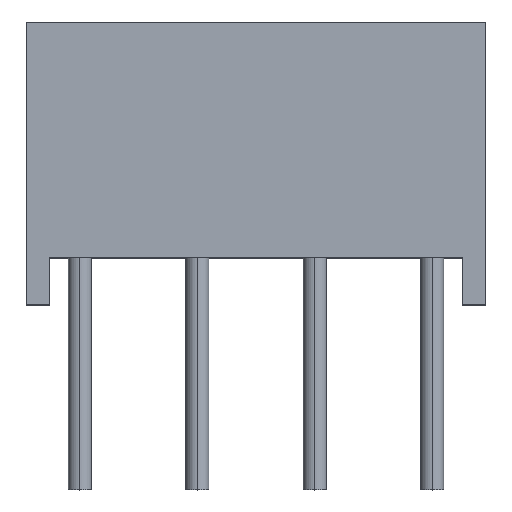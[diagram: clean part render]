
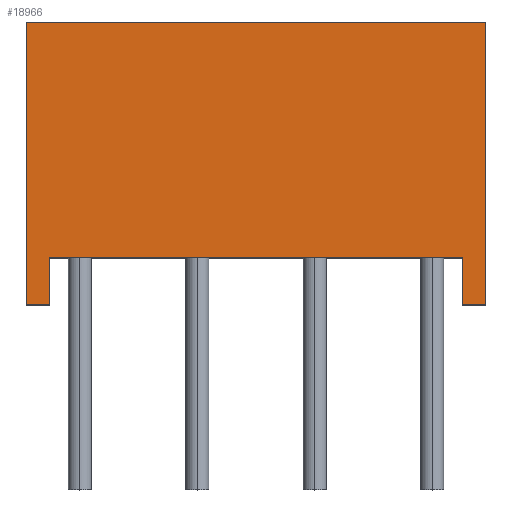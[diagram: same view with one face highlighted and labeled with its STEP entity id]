
A CAD part, top view. The second image highlights one B-rep face of the part: STEP entity #18966.
In plain terms, the highlighted planar face has unit normal (0, 0, 1).
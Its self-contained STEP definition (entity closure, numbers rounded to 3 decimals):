
#11942 = DIRECTION ( 'NONE',  ( 0., -1., 0. ) ) ;
#11943 = VECTOR ( 'NONE', #11942, 1000. ) ;
#11944 = CARTESIAN_POINT ( 'NONE',  ( 4.97, 0., 2.43 ) ) ;
#11945 = LINE ( 'NONE', #11944, #11943 ) ;
#11946 = CARTESIAN_POINT ( 'NONE',  ( 4.97, 3.06, 2.43 ) ) ;
#12007 = CARTESIAN_POINT ( 'NONE',  ( 4.97, -3.06, 2.43 ) ) ;
#12956 = VECTOR ( 'NONE', #13204, 1000. ) ;
#13204 = DIRECTION ( 'NONE',  ( 0., -1., 0. ) ) ;
#13220 = CARTESIAN_POINT ( 'NONE',  ( -4.97, 3.06, 2.43 ) ) ;
#13477 = CARTESIAN_POINT ( 'NONE',  ( -4.97, 0., 2.43 ) ) ;
#13478 = LINE ( 'NONE', #13477, #12956 ) ;
#13480 = CARTESIAN_POINT ( 'NONE',  ( -4.97, -3.06, 2.43 ) ) ;
#13687 = DIRECTION ( 'NONE',  ( -1., 0., 0. ) ) ;
#13688 = VECTOR ( 'NONE', #13687, 1000. ) ;
#13689 = CARTESIAN_POINT ( 'NONE',  ( 4.97, 3.06, 2.43 ) ) ;
#13690 = LINE ( 'NONE', #13689, #13688 ) ;
#13691 = CARTESIAN_POINT ( 'NONE',  ( -4.47, -3.06, 2.43 ) ) ;
#13723 = DIRECTION ( 'NONE',  ( 0., 1., 0. ) ) ;
#13724 = VECTOR ( 'NONE', #13723, 1000. ) ;
#13725 = CARTESIAN_POINT ( 'NONE',  ( 4.47, 0., 2.43 ) ) ;
#13730 = LINE ( 'NONE', #13725, #13724 ) ;
#13773 = DIRECTION ( 'NONE',  ( -1., 0., 0. ) ) ;
#13774 = VECTOR ( 'NONE', #13773, 1000. ) ;
#13775 = CARTESIAN_POINT ( 'NONE',  ( 4.97, -3.06, 2.43 ) ) ;
#13776 = LINE ( 'NONE', #13775, #13774 ) ;
#13778 = CARTESIAN_POINT ( 'NONE',  ( 4.47, -3.06, 2.43 ) ) ;
#13792 = FACE_OUTER_BOUND ( 'NONE', #18969, .T. ) ;
#13819 = DIRECTION ( 'NONE',  ( -1., 0., 0. ) ) ;
#13820 = VECTOR ( 'NONE', #13819, 1000. ) ;
#13821 = CARTESIAN_POINT ( 'NONE',  ( 4.97, -3.06, 2.43 ) ) ;
#13822 = LINE ( 'NONE', #13821, #13820 ) ;
#13824 = CARTESIAN_POINT ( 'NONE',  ( 4.47, -2.04, 2.43 ) ) ;
#13825 = DIRECTION ( 'NONE',  ( -1., 0., 0. ) ) ;
#13826 = VECTOR ( 'NONE', #13825, 1000. ) ;
#13827 = CARTESIAN_POINT ( 'NONE',  ( -9.221, -2.04, 2.43 ) ) ;
#13828 = LINE ( 'NONE', #13827, #13826 ) ;
#13829 = CARTESIAN_POINT ( 'NONE',  ( -4.47, -2.04, 2.43 ) ) ;
#13830 = DIRECTION ( 'NONE',  ( 0., -1., 0. ) ) ;
#13831 = VECTOR ( 'NONE', #13830, 1000. ) ;
#13832 = CARTESIAN_POINT ( 'NONE',  ( -4.47, 0., 2.43 ) ) ;
#13833 = LINE ( 'NONE', #13832, #13831 ) ;
#13834 = DIRECTION ( 'NONE',  ( 0., 1., 0. ) ) ;
#13835 = DIRECTION ( 'NONE',  ( 0., 0., -1. ) ) ;
#13836 = CARTESIAN_POINT ( 'NONE',  ( 4.97, 0., 2.43 ) ) ;
#13837 = AXIS2_PLACEMENT_3D ( 'NONE', #13836, #13835, #13834 ) ;
#13838 = PLANE ( 'NONE',  #13837 ) ;
#17972 = VERTEX_POINT ( 'NONE', #11946 ) ;
#17974 = EDGE_CURVE ( 'NONE', #17972, #17976, #11945, .T. ) ;
#17976 = VERTEX_POINT ( 'NONE', #12007 ) ;
#18790 = VERTEX_POINT ( 'NONE', #13480 ) ;
#18793 = EDGE_CURVE ( 'NONE', #18795, #18790, #13478, .T. ) ;
#18795 = VERTEX_POINT ( 'NONE', #13220 ) ;
#18873 = VERTEX_POINT ( 'NONE', #13691 ) ;
#18881 = EDGE_CURVE ( 'NONE', #17972, #18795, #13690, .T. ) ;
#18930 = ORIENTED_EDGE ( 'NONE', *, *, #18931, .F. ) ;
#18931 = EDGE_CURVE ( 'NONE', #18932, #18981, #13730, .T. ) ;
#18932 = VERTEX_POINT ( 'NONE', #13778 ) ;
#18934 = ORIENTED_EDGE ( 'NONE', *, *, #18935, .F. ) ;
#18935 = EDGE_CURVE ( 'NONE', #17976, #18932, #13776, .T. ) ;
#18936 = ORIENTED_EDGE ( 'NONE', *, *, #17974, .F. ) ;
#18938 = ORIENTED_EDGE ( 'NONE', *, *, #18881, .T. ) ;
#18940 = ORIENTED_EDGE ( 'NONE', *, *, #18793, .T. ) ;
#18966 = ADVANCED_FACE ( 'NONE', ( #13792 ), #13838, .F. ) ;
#18969 = EDGE_LOOP ( 'NONE', ( #18970, #18971, #18976, #18930, #18934, #18936, #18938, #18940 ) ) ;
#18970 = ORIENTED_EDGE ( 'NONE', *, *, #18982, .F. ) ;
#18971 = ORIENTED_EDGE ( 'NONE', *, *, #18972, .F. ) ;
#18972 = EDGE_CURVE ( 'NONE', #18974, #18873, #13833, .T. ) ;
#18974 = VERTEX_POINT ( 'NONE', #13829 ) ;
#18976 = ORIENTED_EDGE ( 'NONE', *, *, #18979, .F. ) ;
#18979 = EDGE_CURVE ( 'NONE', #18981, #18974, #13828, .T. ) ;
#18981 = VERTEX_POINT ( 'NONE', #13824 ) ;
#18982 = EDGE_CURVE ( 'NONE', #18873, #18790, #13822, .T. ) ;
